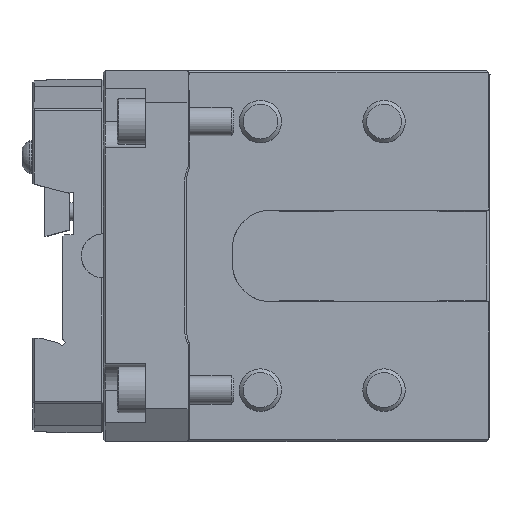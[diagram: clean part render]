
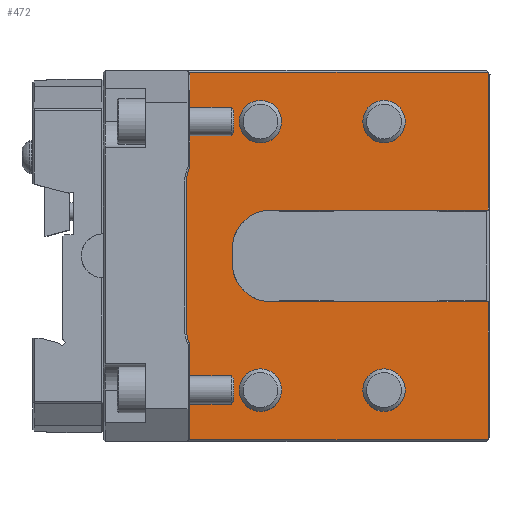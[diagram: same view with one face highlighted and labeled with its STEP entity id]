
A CAD part, top view. The second image highlights one B-rep face of the part: STEP entity #472.
In plain terms, the highlighted planar face has unit normal (0, 0, 1).
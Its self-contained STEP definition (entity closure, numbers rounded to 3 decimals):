
#45=FACE_BOUND('',#953,.T.);
#46=FACE_BOUND('',#954,.T.);
#47=FACE_BOUND('',#955,.T.);
#48=FACE_BOUND('',#956,.T.);
#49=FACE_BOUND('',#957,.T.);
#263=PLANE('',#4326);
#472=ADVANCED_FACE('',(#45,#46,#47,#48,#49),#263,.F.);
#953=EDGE_LOOP('',(#1677));
#954=EDGE_LOOP('',(#1678));
#955=EDGE_LOOP('',(#1679));
#956=EDGE_LOOP('',(#1680));
#957=EDGE_LOOP('',(#1681,#1682,#1683,#1684,#1685,#1686,#1687,#1688,#1689,
#1690,#1691,#1692,#1693,#1694,#1695,#1696,#1697,#1698));
#1216=CIRCLE('',#4276,11.);
#1217=CIRCLE('',#4279,11.);
#1220=CIRCLE('',#4314,11.);
#1221=CIRCLE('',#4317,11.);
#1222=CIRCLE('',#4322,6.);
#1223=CIRCLE('',#4323,6.);
#1224=CIRCLE('',#4324,6.);
#1225=CIRCLE('',#4325,6.);
#1677=ORIENTED_EDGE('',*,*,#2989,.T.);
#1678=ORIENTED_EDGE('',*,*,#2990,.T.);
#1679=ORIENTED_EDGE('',*,*,#2991,.T.);
#1680=ORIENTED_EDGE('',*,*,#2992,.T.);
#1681=ORIENTED_EDGE('',*,*,#2988,.F.);
#1682=ORIENTED_EDGE('',*,*,#2987,.T.);
#1683=ORIENTED_EDGE('',*,*,#2985,.F.);
#1684=ORIENTED_EDGE('',*,*,#2983,.F.);
#1685=ORIENTED_EDGE('',*,*,#2981,.F.);
#1686=ORIENTED_EDGE('',*,*,#2979,.T.);
#1687=ORIENTED_EDGE('',*,*,#2978,.F.);
#1688=ORIENTED_EDGE('',*,*,#2977,.T.);
#1689=ORIENTED_EDGE('',*,*,#2960,.T.);
#1690=ORIENTED_EDGE('',*,*,#2935,.T.);
#1691=ORIENTED_EDGE('',*,*,#2933,.T.);
#1692=ORIENTED_EDGE('',*,*,#2923,.T.);
#1693=ORIENTED_EDGE('',*,*,#2921,.T.);
#1694=ORIENTED_EDGE('',*,*,#2919,.T.);
#1695=ORIENTED_EDGE('',*,*,#2914,.T.);
#1696=ORIENTED_EDGE('',*,*,#2951,.T.);
#1697=ORIENTED_EDGE('',*,*,#2974,.T.);
#1698=ORIENTED_EDGE('',*,*,#2910,.T.);
#2424=VERTEX_POINT('',#5786);
#2427=VERTEX_POINT('',#5793);
#2436=VERTEX_POINT('',#5816);
#2439=VERTEX_POINT('',#5823);
#2448=VERTEX_POINT('',#5856);
#2514=VERTEX_POINT('',#6061);
#2517=VERTEX_POINT('',#6068);
#2518=VERTEX_POINT('',#6070);
#2519=VERTEX_POINT('',#6098);
#2521=VERTEX_POINT('',#6105);
#2523=VERTEX_POINT('',#6111);
#2528=VERTEX_POINT('',#6157);
#2536=VERTEX_POINT('',#6195);
#2541=VERTEX_POINT('',#6209);
#2547=VERTEX_POINT('',#6252);
#2548=VERTEX_POINT('',#6256);
#2549=VERTEX_POINT('',#6260);
#2550=VERTEX_POINT('',#6264);
#2551=VERTEX_POINT('',#6272);
#2552=VERTEX_POINT('',#6274);
#2553=VERTEX_POINT('',#6276);
#2554=VERTEX_POINT('',#6278);
#2910=EDGE_CURVE('',#2514,#2439,#3442,.T.);
#2914=EDGE_CURVE('',#2518,#2517,#3445,.T.);
#2919=EDGE_CURVE('',#2519,#2518,#1216,.T.);
#2921=EDGE_CURVE('',#2521,#2519,#3449,.T.);
#2923=EDGE_CURVE('',#2523,#2521,#1217,.T.);
#2933=EDGE_CURVE('',#2448,#2523,#3457,.T.);
#2935=EDGE_CURVE('',#2528,#2448,#3459,.T.);
#2951=EDGE_CURVE('',#2517,#2536,#3471,.T.);
#2960=EDGE_CURVE('',#2541,#2528,#3480,.T.);
#2974=EDGE_CURVE('',#2536,#2514,#3494,.T.);
#2977=EDGE_CURVE('',#2424,#2541,#3497,.T.);
#2978=EDGE_CURVE('',#2424,#2427,#3498,.T.);
#2979=EDGE_CURVE('',#2547,#2427,#3499,.T.);
#2981=EDGE_CURVE('',#2547,#2548,#1220,.T.);
#2983=EDGE_CURVE('',#2548,#2549,#3501,.T.);
#2985=EDGE_CURVE('',#2549,#2550,#1221,.T.);
#2987=EDGE_CURVE('',#2436,#2550,#3503,.T.);
#2988=EDGE_CURVE('',#2436,#2439,#3504,.T.);
#2989=EDGE_CURVE('',#2551,#2551,#1222,.T.);
#2990=EDGE_CURVE('',#2552,#2552,#1223,.T.);
#2991=EDGE_CURVE('',#2553,#2553,#1224,.T.);
#2992=EDGE_CURVE('',#2554,#2554,#1225,.T.);
#3442=LINE('',#6060,#3865);
#3445=LINE('',#6069,#3868);
#3449=LINE('',#6106,#3872);
#3457=LINE('',#6154,#3880);
#3459=LINE('',#6158,#3882);
#3471=LINE('',#6197,#3894);
#3480=LINE('',#6214,#3903);
#3494=LINE('',#6240,#3917);
#3497=LINE('',#6247,#3920);
#3498=LINE('',#6249,#3921);
#3499=LINE('',#6251,#3922);
#3501=LINE('',#6259,#3924);
#3503=LINE('',#6267,#3926);
#3504=LINE('',#6269,#3927);
#3865=VECTOR('',#4832,1.);
#3868=VECTOR('',#4839,1.);
#3872=VECTOR('',#4851,1.);
#3880=VECTOR('',#4877,1.);
#3882=VECTOR('',#4881,1.);
#3894=VECTOR('',#4907,1.);
#3903=VECTOR('',#4922,1.);
#3917=VECTOR('',#4952,1.);
#3920=VECTOR('',#4963,1.);
#3921=VECTOR('',#4966,1.);
#3922=VECTOR('',#4969,1.);
#3924=VECTOR('',#4979,1.);
#3926=VECTOR('',#4989,1.);
#3927=VECTOR('',#4992,1.);
#4276=AXIS2_PLACEMENT_3D('',#6102,#4846,#4847);
#4279=AXIS2_PLACEMENT_3D('',#6110,#4855,#4856);
#4314=AXIS2_PLACEMENT_3D('',#6255,#4974,#4975);
#4317=AXIS2_PLACEMENT_3D('',#6263,#4983,#4984);
#4322=AXIS2_PLACEMENT_3D('',#6271,#4995,#4996);
#4323=AXIS2_PLACEMENT_3D('',#6273,#4997,#4998);
#4324=AXIS2_PLACEMENT_3D('',#6275,#4999,#5000);
#4325=AXIS2_PLACEMENT_3D('',#6277,#5001,#5002);
#4326=AXIS2_PLACEMENT_3D('',#6279,#5003,#5004);
#4832=DIRECTION('',(-1.,0.,0.));
#4839=DIRECTION('',(0.,-1.,0.));
#4846=DIRECTION('',(0.,0.,1.));
#4847=DIRECTION('',(1.,0.,0.));
#4851=DIRECTION('',(0.,-1.,0.));
#4855=DIRECTION('',(0.,0.,1.));
#4856=DIRECTION('',(1.,0.,0.));
#4877=DIRECTION('',(0.,-1.,0.));
#4881=DIRECTION('',(-1.,0.,0.));
#4907=DIRECTION('',(1.,0.,0.));
#4922=DIRECTION('',(0.,1.,0.));
#4952=DIRECTION('',(0.,1.,0.));
#4963=DIRECTION('',(1.,0.,0.));
#4966=DIRECTION('',(-1.,0.,0.));
#4969=DIRECTION('',(1.,0.,0.));
#4974=DIRECTION('',(0.,0.,1.));
#4975=DIRECTION('',(1.,0.,0.));
#4979=DIRECTION('',(0.,-1.,0.));
#4983=DIRECTION('',(0.,0.,1.));
#4984=DIRECTION('',(1.,0.,0.));
#4989=DIRECTION('',(-1.,0.,0.));
#4992=DIRECTION('',(1.,0.,0.));
#4995=DIRECTION('',(0.,0.,-1.));
#4996=DIRECTION('',(-1.,0.,0.));
#4997=DIRECTION('',(0.,0.,-1.));
#4998=DIRECTION('',(-1.,0.,0.));
#4999=DIRECTION('',(0.,0.,-1.));
#5000=DIRECTION('',(-1.,0.,0.));
#5001=DIRECTION('',(0.,0.,-1.));
#5002=DIRECTION('',(-1.,0.,0.));
#5003=DIRECTION('',(0.,0.,-1.));
#5004=DIRECTION('',(1.,0.,0.));
#5786=CARTESIAN_POINT('',(67.7,13.,0.));
#5793=CARTESIAN_POINT('',(43.3,13.,0.));
#5816=CARTESIAN_POINT('',(43.3,-13.,0.));
#5823=CARTESIAN_POINT('',(67.7,-13.,0.));
#5856=CARTESIAN_POINT('',(0.,52.,0.));
#6060=CARTESIAN_POINT('',(0.,-13.,0.));
#6061=CARTESIAN_POINT('',(84.5,-13.,0.));
#6068=CARTESIAN_POINT('',(0.,-52.,0.));
#6069=CARTESIAN_POINT('',(0.,52.5,0.));
#6070=CARTESIAN_POINT('',(0.,-25.083,0.));
#6098=CARTESIAN_POINT('',(-1.,-20.5,0.));
#6102=CARTESIAN_POINT('',(10.,-20.5,0.));
#6105=CARTESIAN_POINT('',(-1.,20.5,0.));
#6106=CARTESIAN_POINT('',(-1.,20.5,0.));
#6110=CARTESIAN_POINT('',(10.,20.5,0.));
#6111=CARTESIAN_POINT('',(0.,25.083,0.));
#6154=CARTESIAN_POINT('',(0.,52.5,0.));
#6157=CARTESIAN_POINT('',(84.5,52.,0.));
#6158=CARTESIAN_POINT('',(0.,52.,0.));
#6195=CARTESIAN_POINT('',(84.5,-52.,0.));
#6197=CARTESIAN_POINT('',(84.,-52.,0.));
#6209=CARTESIAN_POINT('',(84.5,13.,0.));
#6214=CARTESIAN_POINT('',(84.5,52.5,0.));
#6240=CARTESIAN_POINT('',(84.5,52.5,0.));
#6247=CARTESIAN_POINT('',(0.,13.,0.));
#6249=CARTESIAN_POINT('',(67.7,13.,0.));
#6251=CARTESIAN_POINT('',(0.,13.,0.));
#6252=CARTESIAN_POINT('',(23.,13.,0.));
#6255=CARTESIAN_POINT('',(23.,2.,0.));
#6256=CARTESIAN_POINT('',(12.,2.,0.));
#6259=CARTESIAN_POINT('',(12.,2.,0.));
#6260=CARTESIAN_POINT('',(12.,-2.,0.));
#6263=CARTESIAN_POINT('',(23.,-2.,0.));
#6264=CARTESIAN_POINT('',(23.,-13.,0.));
#6267=CARTESIAN_POINT('',(0.,-13.,0.));
#6269=CARTESIAN_POINT('',(43.3,-13.,0.));
#6271=CARTESIAN_POINT('',(55.,-38.,0.));
#6272=CARTESIAN_POINT('',(49.,-38.,0.));
#6273=CARTESIAN_POINT('',(20.,-38.,0.));
#6274=CARTESIAN_POINT('',(14.,-38.,0.));
#6275=CARTESIAN_POINT('',(20.,38.,0.));
#6276=CARTESIAN_POINT('',(14.,38.,0.));
#6277=CARTESIAN_POINT('',(55.,38.,0.));
#6278=CARTESIAN_POINT('',(49.,38.,0.));
#6279=CARTESIAN_POINT('',(0.,52.5,0.));
